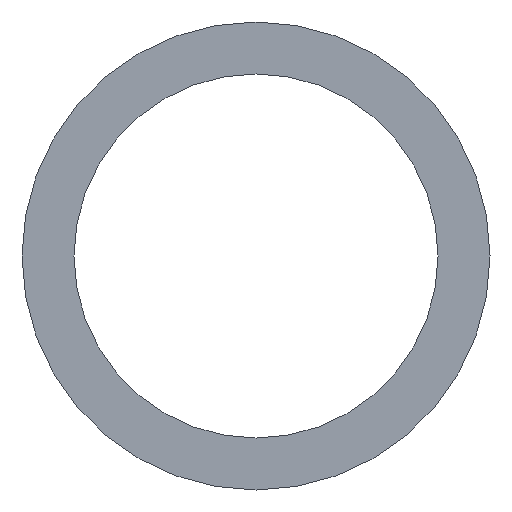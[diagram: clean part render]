
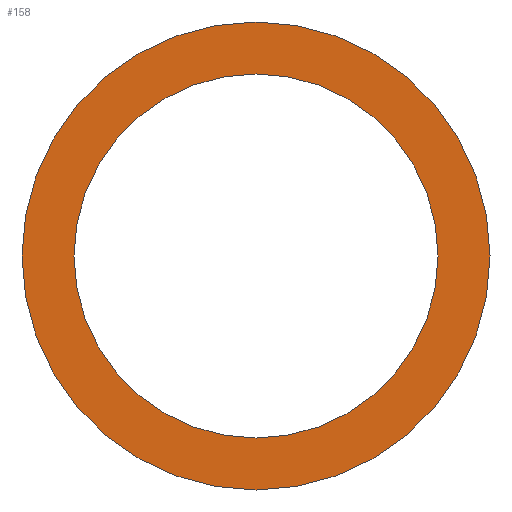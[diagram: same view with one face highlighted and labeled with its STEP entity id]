
A CAD part, front view. The second image highlights one B-rep face of the part: STEP entity #158.
In plain terms, the highlighted planar face has unit normal (0, -1, 0).
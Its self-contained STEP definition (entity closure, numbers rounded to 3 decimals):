
#7 = EDGE_CURVE ( 'NONE', #151, #156, #24, .T. ) ;
#9 = CARTESIAN_POINT ( 'NONE',  ( 0., 0., 0. ) ) ;
#17 = DIRECTION ( 'NONE',  ( 0., 1., 0. ) ) ;
#24 = CIRCLE ( 'NONE', #86, 9. ) ;
#31 = DIRECTION ( 'NONE',  ( 0., 0., 1. ) ) ;
#33 = FACE_BOUND ( 'NONE', #46, .T. ) ;
#34 = PLANE ( 'NONE',  #185 ) ;
#35 = CARTESIAN_POINT ( 'NONE',  ( 0., 0., 0. ) ) ;
#38 = FACE_OUTER_BOUND ( 'NONE', #137, .T. ) ;
#44 = ORIENTED_EDGE ( 'NONE', *, *, #68, .T. ) ;
#46 = EDGE_LOOP ( 'NONE', ( #159, #44 ) ) ;
#51 = AXIS2_PLACEMENT_3D ( 'NONE', #121, #65, #161 ) ;
#56 = ORIENTED_EDGE ( 'NONE', *, *, #7, .F. ) ;
#65 = DIRECTION ( 'NONE',  ( 0., 1., 0. ) ) ;
#68 = EDGE_CURVE ( 'NONE', #247, #131, #218, .T. ) ;
#74 = EDGE_CURVE ( 'NONE', #156, #151, #134, .T. ) ;
#81 = CARTESIAN_POINT ( 'NONE',  ( 0., 0., -9. ) ) ;
#84 = ORIENTED_EDGE ( 'NONE', *, *, #74, .F. ) ;
#86 = AXIS2_PLACEMENT_3D ( 'NONE', #223, #219, #103 ) ;
#87 = CARTESIAN_POINT ( 'NONE',  ( 0., 0., 9. ) ) ;
#103 = DIRECTION ( 'NONE',  ( 0., 0., 1. ) ) ;
#110 = CARTESIAN_POINT ( 'NONE',  ( 0., 0., -7. ) ) ;
#121 = CARTESIAN_POINT ( 'NONE',  ( 0., 0., 0. ) ) ;
#124 = CARTESIAN_POINT ( 'NONE',  ( 0., 0., 7. ) ) ;
#131 = VERTEX_POINT ( 'NONE', #110 ) ;
#134 = CIRCLE ( 'NONE', #51, 9. ) ;
#137 = EDGE_LOOP ( 'NONE', ( #56, #84 ) ) ;
#150 = DIRECTION ( 'NONE',  ( 0., 0., 1. ) ) ;
#151 = VERTEX_POINT ( 'NONE', #81 ) ;
#156 = VERTEX_POINT ( 'NONE', #87 ) ;
#157 = EDGE_CURVE ( 'NONE', #131, #247, #170, .T. ) ;
#158 = ADVANCED_FACE ( 'NONE', ( #38, #33 ), #34, .F. ) ;
#159 = ORIENTED_EDGE ( 'NONE', *, *, #157, .T. ) ;
#161 = DIRECTION ( 'NONE',  ( 0., 0., 1. ) ) ;
#170 = CIRCLE ( 'NONE', #217, 7. ) ;
#177 = DIRECTION ( 'NONE',  ( 0., 1., 0. ) ) ;
#185 = AXIS2_PLACEMENT_3D ( 'NONE', #35, #17, #248 ) ;
#207 = DIRECTION ( 'NONE',  ( 0., 1., 0. ) ) ;
#217 = AXIS2_PLACEMENT_3D ( 'NONE', #227, #207, #150 ) ;
#218 = CIRCLE ( 'NONE', #226, 7. ) ;
#219 = DIRECTION ( 'NONE',  ( 0., 1., 0. ) ) ;
#223 = CARTESIAN_POINT ( 'NONE',  ( 0., 0., 0. ) ) ;
#226 = AXIS2_PLACEMENT_3D ( 'NONE', #9, #177, #31 ) ;
#227 = CARTESIAN_POINT ( 'NONE',  ( 0., 0., 0. ) ) ;
#247 = VERTEX_POINT ( 'NONE', #124 ) ;
#248 = DIRECTION ( 'NONE',  ( 0., 0., 1. ) ) ;
